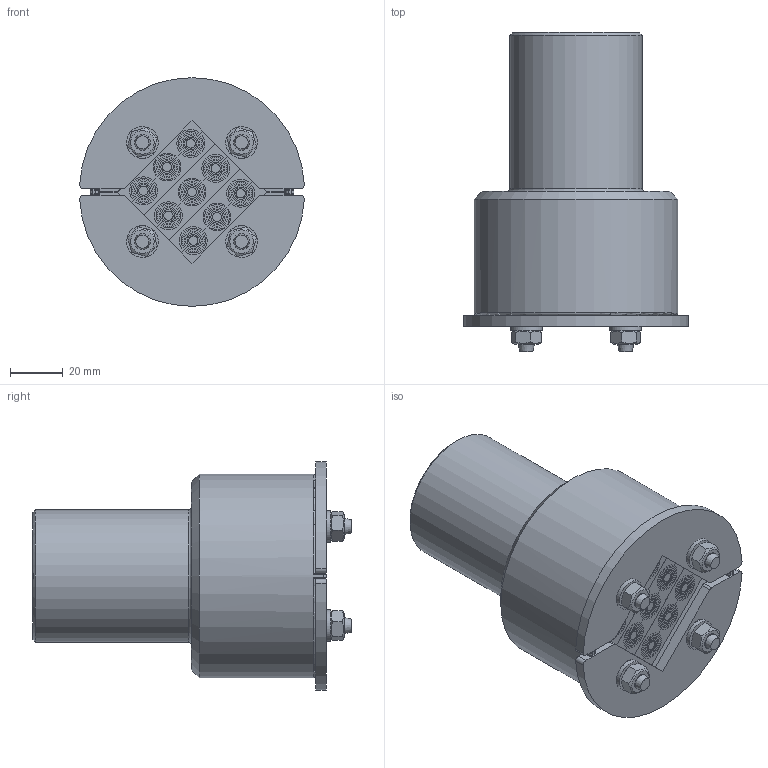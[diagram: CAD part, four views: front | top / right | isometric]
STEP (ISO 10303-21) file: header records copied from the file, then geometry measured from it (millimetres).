
FILE_DESCRIPTION(/* description */ (''),/* implementation_level */ '2;1');
FILE_NAME(/* name */ '100-211048_10_9_.stp',/* time_stamp */ '2022-10-24T09:32:11+02:00',/* author */ ('se-danstr'),/* organization */ (''),/* preprocessor_version */ 'ST-DEVELOPER v18.1',/* originating_system */ 'Autodesk Inventor 2021',/* authorisation */ '');
FILE_SCHEMA (('AUTOMOTIVE_DESIGN { 1 0 10303 214 3 1 1 }'));
Length unit declared in the file: millimetre
Products named in the file (18): 100-211048; 100-193004; 100-211049; 100-062237 C R 70; ISO 4032 - M6; ISO 7089 - 6 - 140 HV; DIN 603 - M6 x 50; 100-003448; 100-061515 R70; 100-061514 R70; 100-078267; 100-005026; 100-005027; 100-005030; 100-005027_1; 100-005030_1; 100-005029; 100-005028
Assembly tree (43 placements, depth 5):
  100-211048
    100-193004
    100-211049
      100-062237 C R 70  x4
      ISO 4032 - M6  x4
      ISO 7089 - 6 - 140 HV  x4
      DIN 603 - M6 x 50  x4
      100-003448  x4
      100-061515 R70  x2
      100-061514 R70  x2
    100-078267  x3
      100-005026
        100-005027
          100-005030
          100-005029  x3
        100-005027_1
          100-005030_1
          100-005029  x3
        100-005028  x3
Bounding box: 84.9 x 120.5 x 86.41 mm (x, y, z)
Volume: 276301 mm3; surface area: 202694.1 mm2
Topology: 148 solids, 148 shells, 1128 faces, 2453 edges, 1615 vertices
Faces by surface type: plane 688, cylinder 345, cone 38, torus 35, sphere 14, bspline 8
Full cylindrical faces by diameter (mm): 3.5 x9, 4.917 x4, 6 x8, 6.4 x4, 9.3 x9, 12 x4, 16.5 x4, 16.55 x4, 50 x1, 71 x2, 73 x1, 77 x1
Entity records: 9346 total; most frequent: CARTESIAN_POINT 2148, DIRECTION 1485, ORIENTED_EDGE 1316, EDGE_CURVE 658, AXIS2_PLACEMENT_3D 603, VERTEX_POINT 428, CIRCLE 294, LINE 279
